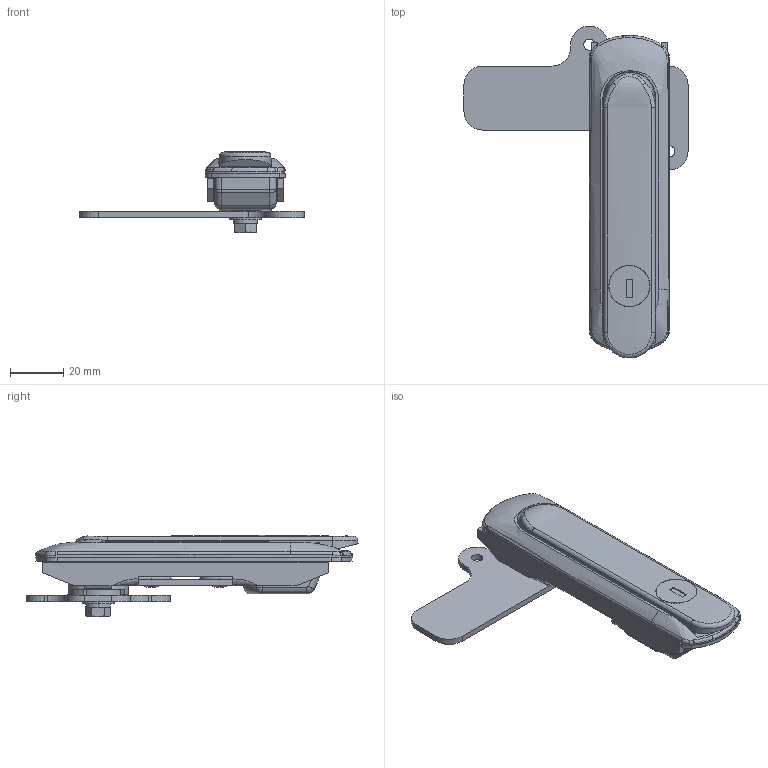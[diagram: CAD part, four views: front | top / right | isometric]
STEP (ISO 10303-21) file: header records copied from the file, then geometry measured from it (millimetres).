
FILE_DESCRIPTION (( 'STEP AP203' ), '1' );
FILE_NAME ('A-464-2-1.STEP', '2024-01-12T02:19:26', ( '' ), ( '' ), 'SwSTEP 2.0', 'SolidWorks 2021', '' );
FILE_SCHEMA (( 'CONFIG_CONTROL_DESIGN' ));
Length unit declared in the file: millimetre
Products named in the file (13): 03011-B001__#0200; copy03011_cross-recessed head machine screw_ver1.06__M4x10十字穴付なべ小ねじ(鉄)SWシングルセムス(P2)★; 03011-B106__カシメ後; 03011-B103_; temp03011_01740-B101__ac25-e-4(01740-A001); 03011-B113_; copy03011_hex head bolt_ver1.06__M5x10十字穴付六角ボルト(鉄)ダブルセムス(P3)旧JIS; A-464-2-1; 03011-B112_; copy03011_TAKparts-Rotor__#200-2_; 03011-B102__ハンドル（鍵付／焼付塗装）; 03011-B101_; 03011-B104_
Assembly tree (13 placements, depth 3):
  A-464-2-1
    03011-B101_
    03011-B001__#0200
      03011-B102__ハンドル（鍵付／焼付塗装）
      03011-B103_
      03011-B106__カシメ後
      copy03011_TAKparts-Rotor__#200-2_
    03011-B104_
    temp03011_01740-B101__ac25-e-4(01740-A001)
    copy03011_hex head bolt_ver1.06__M5x10十字穴付六角ボルト(鉄)ダブルセムス(P3)旧JIS
    03011-B113_
    03011-B112_
    copy03011_cross-recessed head machine screw_ver1.06__M4x10十字穴付なべ小ねじ(鉄)SWシングルセムス(P2)★  x2
Bounding box: 84 x 124.48 x 30.4 mm (x, y, z)
Volume: 50970.7 mm3; surface area: 39097.2 mm2
Topology: 12 solids, 12 shells, 534 faces, 1397 edges, 892 vertices
Faces by surface type: plane 246, cylinder 169, bspline 52, cone 44, torus 15, sphere 8
Entity records: 19854 total; most frequent: CARTESIAN_POINT 6659, ORIENTED_EDGE 2556, DIRECTION 2382, EDGE_CURVE 1278, AXIS2_PLACEMENT_3D 864, VERTEX_POINT 822, VECTOR 654, LINE 654
